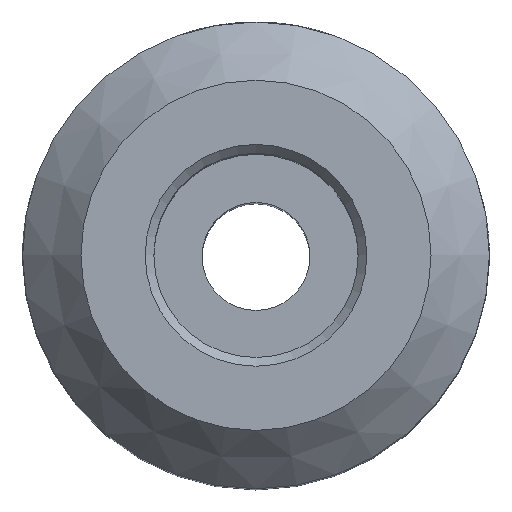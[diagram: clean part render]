
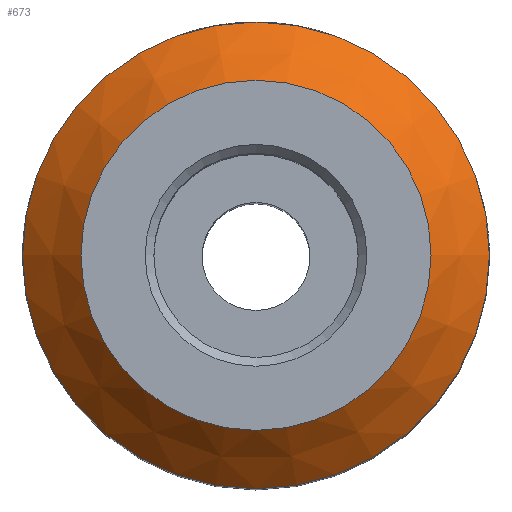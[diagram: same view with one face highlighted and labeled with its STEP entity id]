
A CAD part, top view. The second image highlights one B-rep face of the part: STEP entity #673.
In plain terms, the highlighted conical face has half-angle 45 degrees and reference radius 6 mm.
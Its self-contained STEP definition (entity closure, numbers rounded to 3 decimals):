
#89 = EDGE_LOOP ( 'NONE', ( #101 ) ) ;
#101 = ORIENTED_EDGE ( 'NONE', *, *, #858, .F. ) ;
#112 = DIRECTION ( 'NONE',  ( 1., 0., 0. ) ) ;
#152 = ORIENTED_EDGE ( 'NONE', *, *, #898, .F. ) ;
#250 = CARTESIAN_POINT ( 'NONE',  ( 0., 0., 65. ) ) ;
#253 = CARTESIAN_POINT ( 'NONE',  ( 6., 0., 65. ) ) ;
#373 = DIRECTION ( 'NONE',  ( 1., 0., 0. ) ) ;
#445 = FACE_BOUND ( 'NONE', #89, .T. ) ;
#467 = CARTESIAN_POINT ( 'NONE',  ( 0., 0., 63. ) ) ;
#557 = DIRECTION ( 'NONE',  ( 0., 0., 1. ) ) ;
#601 = CARTESIAN_POINT ( 'NONE',  ( 8., 0., 63. ) ) ;
#669 = CONICAL_SURFACE ( 'NONE', #1072, 6., 0.785 ) ;
#670 = AXIS2_PLACEMENT_3D ( 'NONE', #738, #557, #112 ) ;
#673 = ADVANCED_FACE ( 'NONE', ( #714, #445 ), #669, .T. ) ;
#714 = FACE_OUTER_BOUND ( 'NONE', #841, .T. ) ;
#738 = CARTESIAN_POINT ( 'NONE',  ( 0., 0., 65. ) ) ;
#840 = DIRECTION ( 'NONE',  ( 0., 0., -1. ) ) ;
#841 = EDGE_LOOP ( 'NONE', ( #152 ) ) ;
#853 = CIRCLE ( 'NONE', #670, 6. ) ;
#858 = EDGE_CURVE ( 'NONE', #985, #985, #853, .T. ) ;
#898 = EDGE_CURVE ( 'NONE', #1078, #1078, #1035, .T. ) ;
#908 = DIRECTION ( 'NONE',  ( -1., 0., 0. ) ) ;
#985 = VERTEX_POINT ( 'NONE', #253 ) ;
#991 = DIRECTION ( 'NONE',  ( 0., 0., -1. ) ) ;
#1035 = CIRCLE ( 'NONE', #1138, 8. ) ;
#1072 = AXIS2_PLACEMENT_3D ( 'NONE', #250, #991, #908 ) ;
#1078 = VERTEX_POINT ( 'NONE', #601 ) ;
#1138 = AXIS2_PLACEMENT_3D ( 'NONE', #467, #840, #373 ) ;
